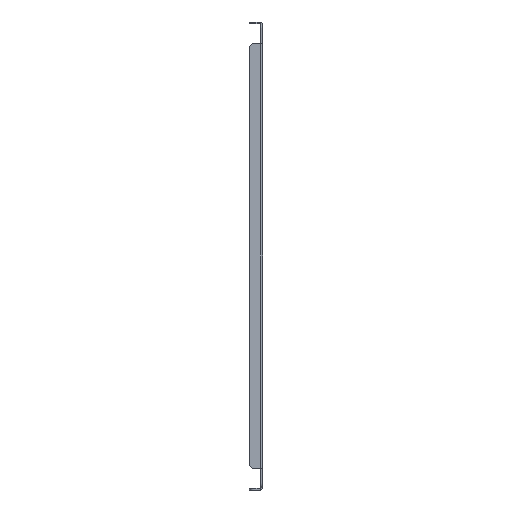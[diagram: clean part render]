
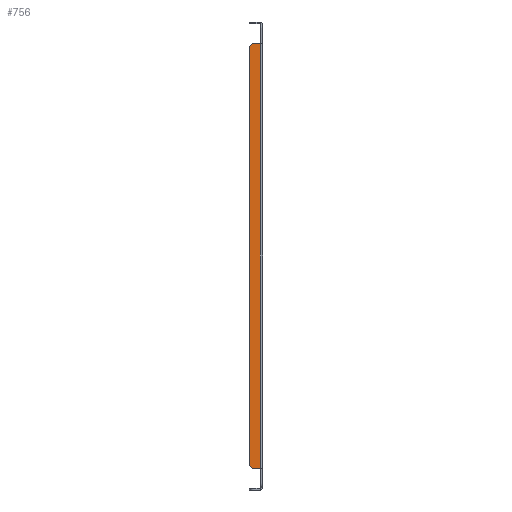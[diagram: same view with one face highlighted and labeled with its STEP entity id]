
A CAD part, left-side view. The second image highlights one B-rep face of the part: STEP entity #756.
In plain terms, the highlighted planar face has unit normal (-1, 0, 0).
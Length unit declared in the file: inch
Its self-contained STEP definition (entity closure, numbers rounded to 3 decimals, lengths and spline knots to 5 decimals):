
#22 = VECTOR ( 'NONE', #1863, 39.37008 ) ;
#30 = DIRECTION ( 'NONE',  ( 0., -1., 0. ) ) ;
#61 = CARTESIAN_POINT ( 'NONE',  ( -22.5, 0.5, 11.99842 ) ) ;
#73 = VECTOR ( 'NONE', #1216, 39.37008 ) ;
#145 = CARTESIAN_POINT ( 'NONE',  ( -22.5, 0.75, 11.99842 ) ) ;
#150 = DIRECTION ( 'NONE',  ( -1., 0., 0. ) ) ;
#151 = DIRECTION ( 'NONE',  ( 0., 0., -1. ) ) ;
#161 = CARTESIAN_POINT ( 'NONE',  ( -22.5, 0.75, -11.99842 ) ) ;
#223 = CARTESIAN_POINT ( 'NONE',  ( -22.5, 0.125, -12.24842 ) ) ;
#239 = CARTESIAN_POINT ( 'NONE',  ( -22.5, 0.5, 12.24842 ) ) ;
#315 = EDGE_CURVE ( 'NONE', #634, #858, #1373, .T. ) ;
#323 = VECTOR ( 'NONE', #30, 39.37008 ) ;
#332 = EDGE_CURVE ( 'NONE', #634, #911, #1347, .T. ) ;
#377 = VECTOR ( 'NONE', #1986, 39.37008 ) ;
#386 = EDGE_LOOP ( 'NONE', ( #1602, #1456, #1372, #972, #1069, #629 ) ) ;
#421 = CIRCLE ( 'NONE', #930, 0.25 ) ;
#591 = VERTEX_POINT ( 'NONE', #161 ) ;
#629 = ORIENTED_EDGE ( 'NONE', *, *, #332, .F. ) ;
#634 = VERTEX_POINT ( 'NONE', #1245 ) ;
#756 = ADVANCED_FACE ( 'NONE', ( #1897 ), #1560, .T. ) ;
#763 = CARTESIAN_POINT ( 'NONE',  ( -22.5, 0.75, -13.375 ) ) ;
#779 = CARTESIAN_POINT ( 'NONE',  ( -22.5, 0.5, -11.99842 ) ) ;
#843 = EDGE_CURVE ( 'NONE', #858, #1142, #421, .T. ) ;
#858 = VERTEX_POINT ( 'NONE', #239 ) ;
#911 = VERTEX_POINT ( 'NONE', #223 ) ;
#930 = AXIS2_PLACEMENT_3D ( 'NONE', #61, #1488, #1819 ) ;
#942 = LINE ( 'NONE', #763, #22 ) ;
#972 = ORIENTED_EDGE ( 'NONE', *, *, #1839, .T. ) ;
#1038 = EDGE_CURVE ( 'NONE', #1142, #591, #942, .T. ) ;
#1069 = ORIENTED_EDGE ( 'NONE', *, *, #1903, .T. ) ;
#1076 = CARTESIAN_POINT ( 'NONE',  ( -22.5, 0.125, 12.24842 ) ) ;
#1133 = CARTESIAN_POINT ( 'NONE',  ( -22.5, 0.5, -12.24842 ) ) ;
#1142 = VERTEX_POINT ( 'NONE', #145 ) ;
#1216 = DIRECTION ( 'NONE',  ( 0., 0., -1. ) ) ;
#1229 = CARTESIAN_POINT ( 'NONE',  ( -22.5, 0.125, 12.24842 ) ) ;
#1245 = CARTESIAN_POINT ( 'NONE',  ( -22.5, 0.125, 12.24842 ) ) ;
#1251 = DIRECTION ( 'NONE',  ( 0., -1., 0. ) ) ;
#1276 = DIRECTION ( 'NONE',  ( -1., 0., 0. ) ) ;
#1347 = LINE ( 'NONE', #1076, #73 ) ;
#1372 = ORIENTED_EDGE ( 'NONE', *, *, #1038, .T. ) ;
#1373 = LINE ( 'NONE', #1229, #377 ) ;
#1445 = AXIS2_PLACEMENT_3D ( 'NONE', #779, #1276, #151 ) ;
#1456 = ORIENTED_EDGE ( 'NONE', *, *, #843, .T. ) ;
#1488 = DIRECTION ( 'NONE',  ( -1., 0., 0. ) ) ;
#1508 = CIRCLE ( 'NONE', #1445, 0.25 ) ;
#1538 = AXIS2_PLACEMENT_3D ( 'NONE', #2026, #150, #1251 ) ;
#1560 = PLANE ( 'NONE',  #1538 ) ;
#1602 = ORIENTED_EDGE ( 'NONE', *, *, #315, .T. ) ;
#1766 = CARTESIAN_POINT ( 'NONE',  ( -22.5, 0.125, -12.24842 ) ) ;
#1792 = LINE ( 'NONE', #1766, #323 ) ;
#1819 = DIRECTION ( 'NONE',  ( 0., 0., -1. ) ) ;
#1839 = EDGE_CURVE ( 'NONE', #591, #1890, #1508, .T. ) ;
#1863 = DIRECTION ( 'NONE',  ( 0., 0., -1. ) ) ;
#1890 = VERTEX_POINT ( 'NONE', #1133 ) ;
#1897 = FACE_OUTER_BOUND ( 'NONE', #386, .T. ) ;
#1903 = EDGE_CURVE ( 'NONE', #1890, #911, #1792, .T. ) ;
#1986 = DIRECTION ( 'NONE',  ( 0., 1., 0. ) ) ;
#2026 = CARTESIAN_POINT ( 'NONE',  ( -22.5, 0.09379, -13.375 ) ) ;
